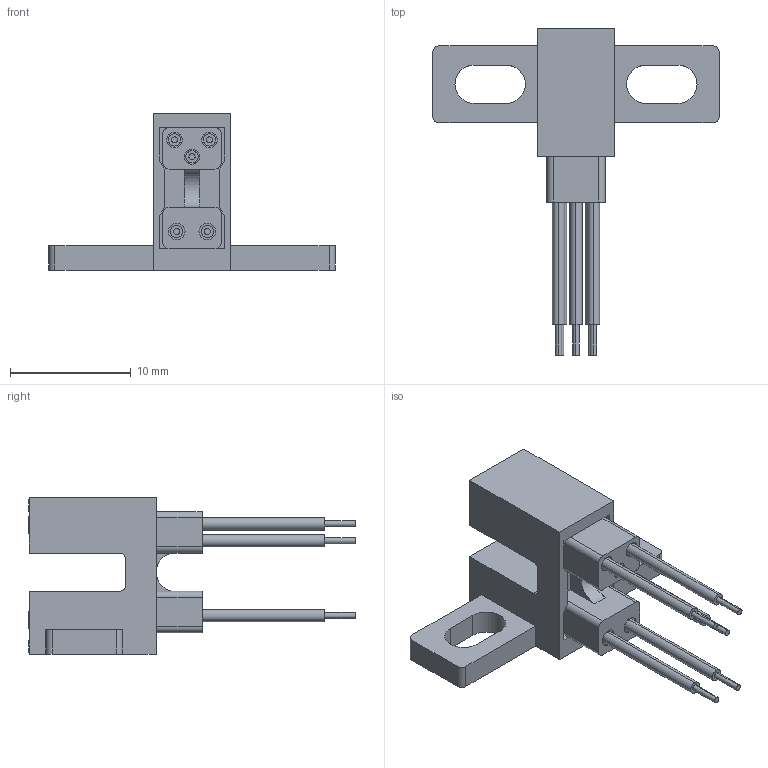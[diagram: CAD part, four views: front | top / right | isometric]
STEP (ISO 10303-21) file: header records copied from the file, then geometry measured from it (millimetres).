
FILE_DESCRIPTION (( 'STEP AP214' ), '1' );
FILE_NAME ('OPB930W51Z.STEP', '2019-11-12T18:35:37', ( '' ), ( '' ), 'SwSTEP 2.0', 'SolidWorks 2018', '' );
FILE_SCHEMA (( 'AUTOMOTIVE_DESIGN' ));
Length unit declared in the file: inch
Products named in the file (1): OPB930W51Z
Bounding box: 23.75 x 27.08 x 12.95 mm (x, y, z)
Volume: 1014.9 mm3; surface area: 1280.2 mm2
Topology: 1 solids, 1 shells, 179 faces, 467 edges, 310 vertices
Faces by surface type: plane 111, cylinder 53, bspline 15
Entity records: 6954 total; most frequent: CARTESIAN_POINT 1700, ORIENTED_EDGE 934, DIRECTION 873, EDGE_CURVE 467, LINE 331, VECTOR 331, VERTEX_POINT 310, AXIS2_PLACEMENT_3D 271
